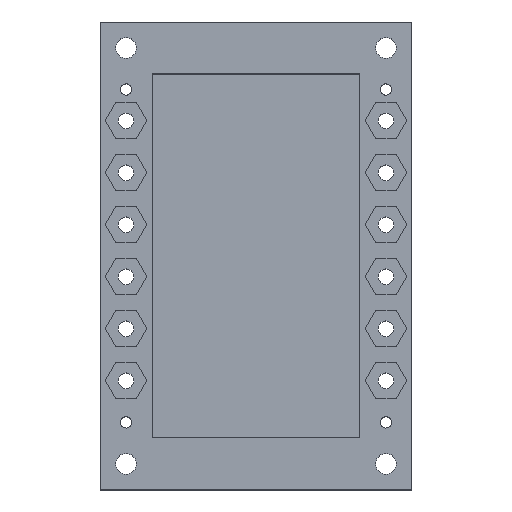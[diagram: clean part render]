
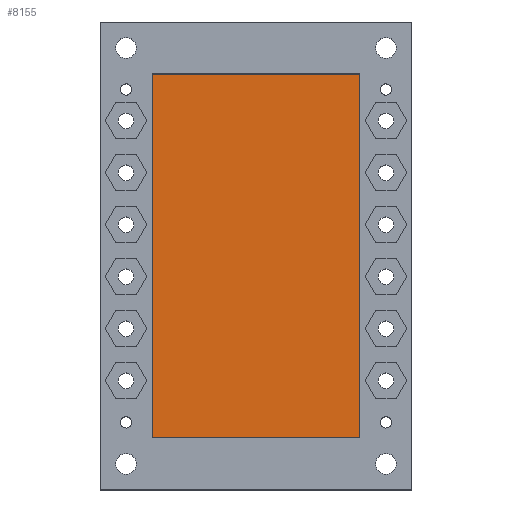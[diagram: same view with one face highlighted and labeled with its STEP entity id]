
A CAD part, top view. The second image highlights one B-rep face of the part: STEP entity #8155.
In plain terms, the highlighted planar face has unit normal (0, 0, 1).
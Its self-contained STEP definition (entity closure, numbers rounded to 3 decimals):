
#2466 = PLANE('',#2467);
#2467 = AXIS2_PLACEMENT_3D('',#2468,#2469,#2470);
#2468 = CARTESIAN_POINT('',(-25.4,44.45,10.16));
#2469 = DIRECTION('',(0.,-1.,0.));
#2470 = DIRECTION('',(1.,0.,0.));
#2494 = PLANE('',#2495);
#2495 = AXIS2_PLACEMENT_3D('',#2496,#2497,#2498);
#2496 = CARTESIAN_POINT('',(-25.4,-44.45,10.16));
#2497 = DIRECTION('',(1.,0.,0.));
#2498 = DIRECTION('',(0.,1.,0.));
#2522 = PLANE('',#2523);
#2523 = AXIS2_PLACEMENT_3D('',#2524,#2525,#2526);
#2524 = CARTESIAN_POINT('',(25.4,-44.45,10.16));
#2525 = DIRECTION('',(0.,1.,0.));
#2526 = DIRECTION('',(-1.,0.,0.));
#2548 = PLANE('',#2549);
#2549 = AXIS2_PLACEMENT_3D('',#2550,#2551,#2552);
#2550 = CARTESIAN_POINT('',(25.4,44.45,10.16));
#2551 = DIRECTION('',(-1.,0.,0.));
#2552 = DIRECTION('',(0.,-1.,0.));
#6639 = VERTEX_POINT('',#6640);
#6640 = CARTESIAN_POINT('',(-25.4,44.45,7.62));
#6661 = EDGE_CURVE('',#6639,#6662,#6664,.T.);
#6662 = VERTEX_POINT('',#6663);
#6663 = CARTESIAN_POINT('',(25.4,44.45,7.62));
#6664 = SURFACE_CURVE('',#6665,(#6669,#6676),.PCURVE_S1.);
#6665 = LINE('',#6666,#6667);
#6666 = CARTESIAN_POINT('',(-25.4,44.45,7.62));
#6667 = VECTOR('',#6668,1.);
#6668 = DIRECTION('',(1.,0.,0.));
#6669 = PCURVE('',#2466,#6670);
#6670 = DEFINITIONAL_REPRESENTATION('',(#6671),#6675);
#6671 = LINE('',#6672,#6673);
#6672 = CARTESIAN_POINT('',(0.,-2.54));
#6673 = VECTOR('',#6674,1.);
#6674 = DIRECTION('',(1.,0.));
#6675 = ( GEOMETRIC_REPRESENTATION_CONTEXT(2) 
PARAMETRIC_REPRESENTATION_CONTEXT() REPRESENTATION_CONTEXT('2D SPACE',''
  ) );
#6676 = PCURVE('',#6677,#6682);
#6677 = PLANE('',#6678);
#6678 = AXIS2_PLACEMENT_3D('',#6679,#6680,#6681);
#6679 = CARTESIAN_POINT('',(0.,0.,7.62));
#6680 = DIRECTION('',(-0.,-0.,-1.));
#6681 = DIRECTION('',(-1.,0.,0.));
#6682 = DEFINITIONAL_REPRESENTATION('',(#6683),#6687);
#6683 = LINE('',#6684,#6685);
#6684 = CARTESIAN_POINT('',(25.4,44.45));
#6685 = VECTOR('',#6686,1.);
#6686 = DIRECTION('',(-1.,0.));
#6687 = ( GEOMETRIC_REPRESENTATION_CONTEXT(2) 
PARAMETRIC_REPRESENTATION_CONTEXT() REPRESENTATION_CONTEXT('2D SPACE',''
  ) );
#6715 = VERTEX_POINT('',#6716);
#6716 = CARTESIAN_POINT('',(-25.4,-44.45,7.62));
#6737 = EDGE_CURVE('',#6715,#6639,#6738,.T.);
#6738 = SURFACE_CURVE('',#6739,(#6743,#6750),.PCURVE_S1.);
#6739 = LINE('',#6740,#6741);
#6740 = CARTESIAN_POINT('',(-25.4,-44.45,7.62));
#6741 = VECTOR('',#6742,1.);
#6742 = DIRECTION('',(0.,1.,0.));
#6743 = PCURVE('',#2494,#6744);
#6744 = DEFINITIONAL_REPRESENTATION('',(#6745),#6749);
#6745 = LINE('',#6746,#6747);
#6746 = CARTESIAN_POINT('',(0.,-2.54));
#6747 = VECTOR('',#6748,1.);
#6748 = DIRECTION('',(1.,0.));
#6749 = ( GEOMETRIC_REPRESENTATION_CONTEXT(2) 
PARAMETRIC_REPRESENTATION_CONTEXT() REPRESENTATION_CONTEXT('2D SPACE',''
  ) );
#6750 = PCURVE('',#6677,#6751);
#6751 = DEFINITIONAL_REPRESENTATION('',(#6752),#6756);
#6752 = LINE('',#6753,#6754);
#6753 = CARTESIAN_POINT('',(25.4,-44.45));
#6754 = VECTOR('',#6755,1.);
#6755 = DIRECTION('',(0.,1.));
#6756 = ( GEOMETRIC_REPRESENTATION_CONTEXT(2) 
PARAMETRIC_REPRESENTATION_CONTEXT() REPRESENTATION_CONTEXT('2D SPACE',''
  ) );
#6764 = EDGE_CURVE('',#6662,#6765,#6767,.T.);
#6765 = VERTEX_POINT('',#6766);
#6766 = CARTESIAN_POINT('',(25.4,-44.45,7.62));
#6767 = SURFACE_CURVE('',#6768,(#6772,#6779),.PCURVE_S1.);
#6768 = LINE('',#6769,#6770);
#6769 = CARTESIAN_POINT('',(25.4,44.45,7.62));
#6770 = VECTOR('',#6771,1.);
#6771 = DIRECTION('',(0.,-1.,0.));
#6772 = PCURVE('',#2548,#6773);
#6773 = DEFINITIONAL_REPRESENTATION('',(#6774),#6778);
#6774 = LINE('',#6775,#6776);
#6775 = CARTESIAN_POINT('',(0.,-2.54));
#6776 = VECTOR('',#6777,1.);
#6777 = DIRECTION('',(1.,0.));
#6778 = ( GEOMETRIC_REPRESENTATION_CONTEXT(2) 
PARAMETRIC_REPRESENTATION_CONTEXT() REPRESENTATION_CONTEXT('2D SPACE',''
  ) );
#6779 = PCURVE('',#6677,#6780);
#6780 = DEFINITIONAL_REPRESENTATION('',(#6781),#6785);
#6781 = LINE('',#6782,#6783);
#6782 = CARTESIAN_POINT('',(-25.4,44.45));
#6783 = VECTOR('',#6784,1.);
#6784 = DIRECTION('',(0.,-1.));
#6785 = ( GEOMETRIC_REPRESENTATION_CONTEXT(2) 
PARAMETRIC_REPRESENTATION_CONTEXT() REPRESENTATION_CONTEXT('2D SPACE',''
  ) );
#6813 = EDGE_CURVE('',#6765,#6715,#6814,.T.);
#6814 = SURFACE_CURVE('',#6815,(#6819,#6826),.PCURVE_S1.);
#6815 = LINE('',#6816,#6817);
#6816 = CARTESIAN_POINT('',(25.4,-44.45,7.62));
#6817 = VECTOR('',#6818,1.);
#6818 = DIRECTION('',(-1.,0.,0.));
#6819 = PCURVE('',#2522,#6820);
#6820 = DEFINITIONAL_REPRESENTATION('',(#6821),#6825);
#6821 = LINE('',#6822,#6823);
#6822 = CARTESIAN_POINT('',(0.,-2.54));
#6823 = VECTOR('',#6824,1.);
#6824 = DIRECTION('',(1.,0.));
#6825 = ( GEOMETRIC_REPRESENTATION_CONTEXT(2) 
PARAMETRIC_REPRESENTATION_CONTEXT() REPRESENTATION_CONTEXT('2D SPACE',''
  ) );
#6826 = PCURVE('',#6677,#6827);
#6827 = DEFINITIONAL_REPRESENTATION('',(#6828),#6832);
#6828 = LINE('',#6829,#6830);
#6829 = CARTESIAN_POINT('',(-25.4,-44.45));
#6830 = VECTOR('',#6831,1.);
#6831 = DIRECTION('',(1.,0.));
#6832 = ( GEOMETRIC_REPRESENTATION_CONTEXT(2) 
PARAMETRIC_REPRESENTATION_CONTEXT() REPRESENTATION_CONTEXT('2D SPACE',''
  ) );
#8155 = ADVANCED_FACE('',(#8156),#6677,.F.);
#8156 = FACE_BOUND('',#8157,.F.);
#8157 = EDGE_LOOP('',(#8158,#8159,#8160,#8161));
#8158 = ORIENTED_EDGE('',*,*,#6661,.T.);
#8159 = ORIENTED_EDGE('',*,*,#6764,.T.);
#8160 = ORIENTED_EDGE('',*,*,#6813,.T.);
#8161 = ORIENTED_EDGE('',*,*,#6737,.T.);
